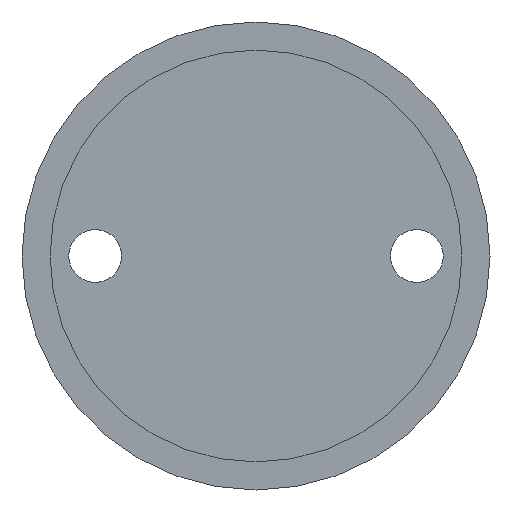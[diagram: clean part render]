
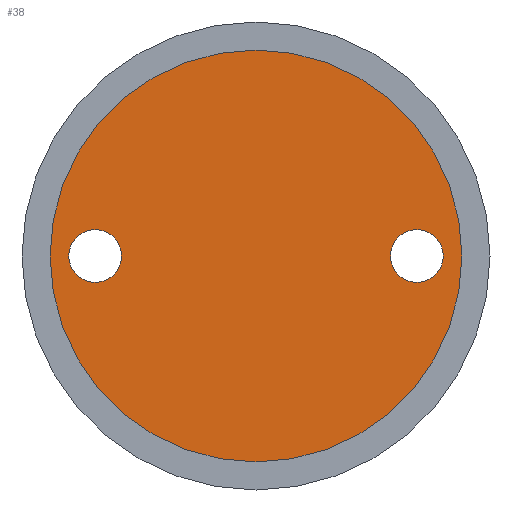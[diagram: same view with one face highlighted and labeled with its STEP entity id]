
A CAD part, front view. The second image highlights one B-rep face of the part: STEP entity #38.
In plain terms, the highlighted planar face has unit normal (0, -1, 0).
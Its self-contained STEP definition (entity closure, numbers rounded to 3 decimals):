
#38 = ADVANCED_FACE( '', ( #83, #84, #85 ), #86, .F. );
#83 = FACE_BOUND( '', #149, .T. );
#84 = FACE_BOUND( '', #150, .T. );
#85 = FACE_OUTER_BOUND( '', #151, .T. );
#86 = PLANE( '', #152 );
#149 = EDGE_LOOP( '', ( #243 ) );
#150 = EDGE_LOOP( '', ( #244 ) );
#151 = EDGE_LOOP( '', ( #245 ) );
#152 = AXIS2_PLACEMENT_3D( '', #246, #247, #248 );
#243 = ORIENTED_EDGE( '', *, *, #327, .F. );
#244 = ORIENTED_EDGE( '', *, *, #328, .T. );
#245 = ORIENTED_EDGE( '', *, *, #329, .T. );
#246 = CARTESIAN_POINT( '', ( 35.2, -2., 0. ) );
#247 = DIRECTION( '', ( 0., 1., 0. ) );
#248 = DIRECTION( '', ( 0., 0., 1. ) );
#327 = EDGE_CURVE( '', #357, #357, #358, .F. );
#328 = EDGE_CURVE( '', #359, #359, #360, .T. );
#329 = EDGE_CURVE( '', #361, #361, #362, .T. );
#357 = VERTEX_POINT( '', #401 );
#358 = CIRCLE( '', #402, 4.5 );
#359 = VERTEX_POINT( '', #403 );
#360 = CIRCLE( '', #404, 4.5 );
#361 = VERTEX_POINT( '', #405 );
#362 = CIRCLE( '', #406, 35.2 );
#401 = CARTESIAN_POINT( '', ( 27.5, -2., 4.5 ) );
#402 = AXIS2_PLACEMENT_3D( '', #625, #626, #627 );
#403 = CARTESIAN_POINT( '', ( -27.5, -2., 4.5 ) );
#404 = AXIS2_PLACEMENT_3D( '', #628, #629, #630 );
#405 = CARTESIAN_POINT( '', ( 0., -2., -35.2 ) );
#406 = AXIS2_PLACEMENT_3D( '', #631, #632, #633 );
#625 = CARTESIAN_POINT( '', ( 27.5, -2., 0. ) );
#626 = DIRECTION( '', ( 0., 1., 0. ) );
#627 = DIRECTION( '', ( 0., 0., 1. ) );
#628 = CARTESIAN_POINT( '', ( -27.5, -2., 0. ) );
#629 = DIRECTION( '', ( 0., 1., 0. ) );
#630 = DIRECTION( '', ( 0., 0., 1. ) );
#631 = CARTESIAN_POINT( '', ( 0., -2., 0. ) );
#632 = DIRECTION( '', ( 0., -1., 0. ) );
#633 = DIRECTION( '', ( 0., 0., -1. ) );
